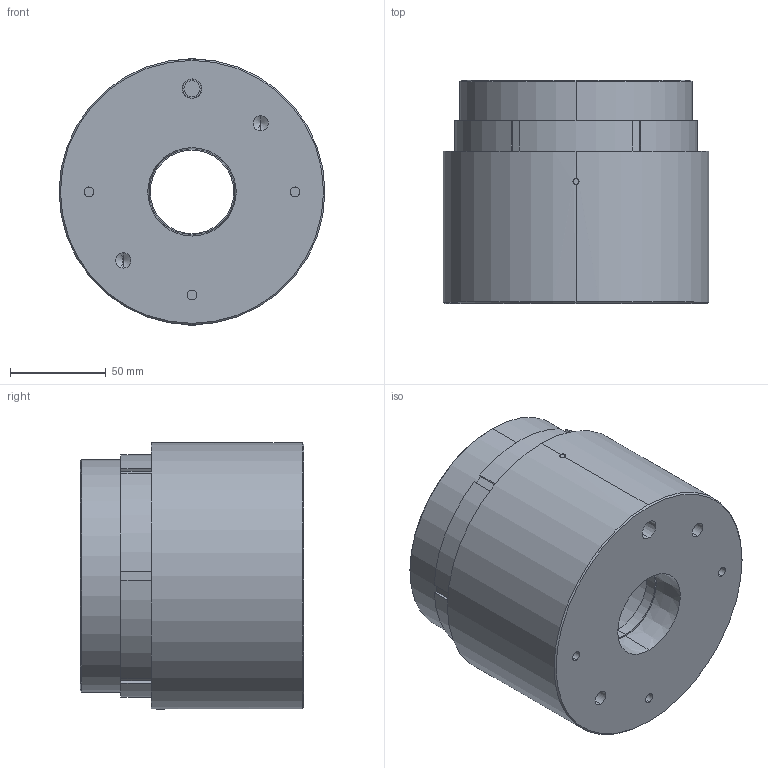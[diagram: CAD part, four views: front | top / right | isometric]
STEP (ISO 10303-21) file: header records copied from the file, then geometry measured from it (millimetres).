
FILE_DESCRIPTION (( 'STEP AP214' ), '1' );
FILE_NAME ('CTSC-003031.STEP', '2025-04-22T16:37:49', ( '' ), ( '' ), 'SwSTEP 2.0', 'SolidWorks 2023', '' );
FILE_SCHEMA (( 'AUTOMOTIVE_DESIGN' ));
Length unit declared in the file: inch
Products named in the file (1): CTSC-003031
Bounding box: 139.19 x 116.84 x 139.34 mm (x, y, z)
Volume: 1236284.2 mm3; surface area: 118085.7 mm2
Topology: 2 solids, 2 shells, 132 faces, 318 edges, 202 vertices
Faces by surface type: cylinder 58, plane 50, cone 24
Entity records: 5256 total; most frequent: CARTESIAN_POINT 830, DIRECTION 684, ORIENTED_EDGE 620, EDGE_CURVE 310, AXIS2_PLACEMENT_3D 259, VERTEX_POINT 202, LINE 166, VECTOR 166
